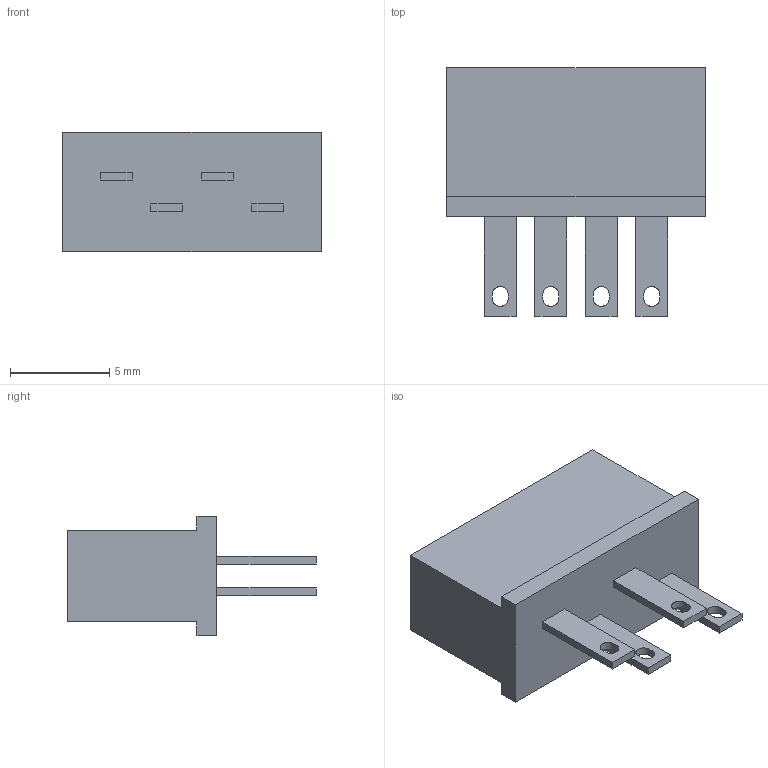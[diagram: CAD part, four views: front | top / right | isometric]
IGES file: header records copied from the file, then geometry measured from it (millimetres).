
Start section: SolidWorks IGES file using analytic representation for surfaces
Global section: file name: CN-14.IGS; native system: SolidWorks 2005 by SolidWorks Corporation; preprocessor: SolidWorks 2005 by SolidWorks Corporation; author: yk0651; date: 070731.190343; units: millimetre
Bounding box: 13 x 12.5 x 6 mm (x, y, z)
Surface area: 502.2 mm2 (no closed solid volume)
Topology: 0 solids, 0 shells, 46 faces, 352 edges, 352 vertices
Faces by surface type: bspline 38, revolution 8
